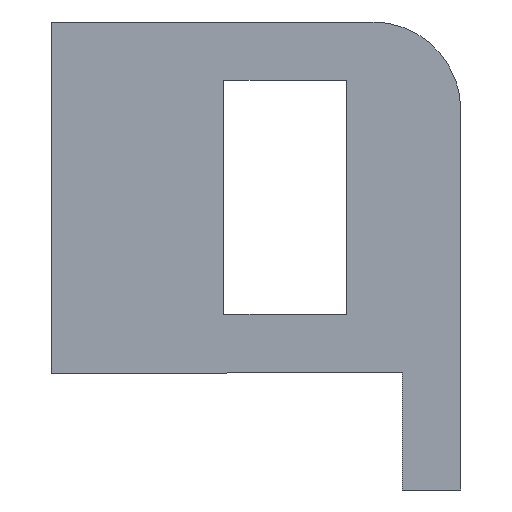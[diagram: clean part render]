
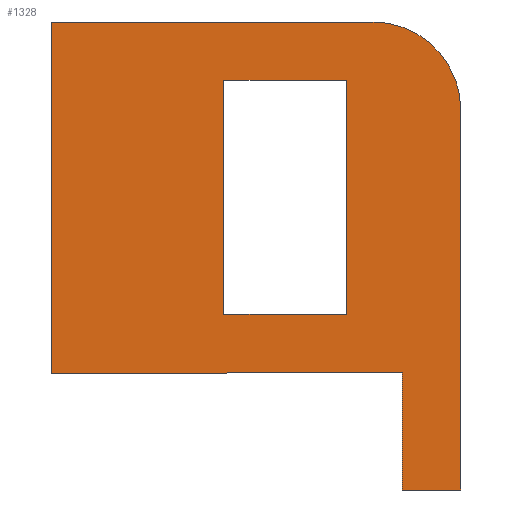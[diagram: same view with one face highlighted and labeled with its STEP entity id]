
A CAD part, front view. The second image highlights one B-rep face of the part: STEP entity #1328.
In plain terms, the highlighted planar face has unit normal (0, -1, 0).
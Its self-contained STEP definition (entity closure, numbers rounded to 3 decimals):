
#24 = LINE ( 'NONE', #543, #318 ) ;
#36 = DIRECTION ( 'NONE',  ( 0., 1., 0. ) ) ;
#44 = VECTOR ( 'NONE', #133, 1000. ) ;
#59 = DIRECTION ( 'NONE',  ( -1., 0., 0. ) ) ;
#86 = LINE ( 'NONE', #1306, #274 ) ;
#92 = VERTEX_POINT ( 'NONE', #436 ) ;
#103 = CARTESIAN_POINT ( 'NONE',  ( 0., -27.5, -50. ) ) ;
#109 = EDGE_CURVE ( 'NONE', #1098, #679, #569, .T. ) ;
#122 = LINE ( 'NONE', #754, #44 ) ;
#133 = DIRECTION ( 'NONE',  ( -1., 0., 0. ) ) ;
#146 = EDGE_LOOP ( 'NONE', ( #395, #1322, #875, #1260 ) ) ;
#152 = EDGE_CURVE ( 'NONE', #858, #879, #1376, .T. ) ;
#178 = CARTESIAN_POINT ( 'NONE',  ( 0., -27.5, 30. ) ) ;
#186 = LINE ( 'NONE', #584, #803 ) ;
#197 = ORIENTED_EDGE ( 'NONE', *, *, #1358, .T. ) ;
#237 = CARTESIAN_POINT ( 'NONE',  ( 0., -27.5, 0. ) ) ;
#241 = DIRECTION ( 'NONE',  ( 0., 0., 1. ) ) ;
#247 = CARTESIAN_POINT ( 'NONE',  ( 0., -27.5, -20. ) ) ;
#264 = DIRECTION ( 'NONE',  ( 0., 0., -1. ) ) ;
#266 = EDGE_CURVE ( 'NONE', #644, #858, #1080, .T. ) ;
#274 = VECTOR ( 'NONE', #490, 1000. ) ;
#281 = CARTESIAN_POINT ( 'NONE',  ( 29.5, -27.5, 20. ) ) ;
#286 = LINE ( 'NONE', #449, #749 ) ;
#310 = ORIENTED_EDGE ( 'NONE', *, *, #523, .F. ) ;
#318 = VECTOR ( 'NONE', #1379, 1000. ) ;
#327 = ORIENTED_EDGE ( 'NONE', *, *, #1158, .F. ) ;
#344 = ORIENTED_EDGE ( 'NONE', *, *, #760, .F. ) ;
#354 = FACE_BOUND ( 'NONE', #146, .T. ) ;
#395 = ORIENTED_EDGE ( 'NONE', *, *, #152, .F. ) ;
#421 = CARTESIAN_POINT ( 'NONE',  ( 60., -27.5, 0. ) ) ;
#436 = CARTESIAN_POINT ( 'NONE',  ( 60., -27.5, -30. ) ) ;
#449 = CARTESIAN_POINT ( 'NONE',  ( 0., -27.5, 30. ) ) ;
#469 = EDGE_LOOP ( 'NONE', ( #758, #310, #327, #344, #661, #197, #613 ) ) ;
#478 = FACE_OUTER_BOUND ( 'NONE', #469, .T. ) ;
#490 = DIRECTION ( 'NONE',  ( 0., 0., -1. ) ) ;
#505 = AXIS2_PLACEMENT_3D ( 'NONE', #237, #36, #241 ) ;
#523 = EDGE_CURVE ( 'NONE', #1327, #92, #1114, .T. ) ;
#538 = VECTOR ( 'NONE', #773, 1000. ) ;
#543 = CARTESIAN_POINT ( 'NONE',  ( 0., -27.5, 20. ) ) ;
#560 = CARTESIAN_POINT ( 'NONE',  ( 60., -27.5, -50. ) ) ;
#566 = PLANE ( 'NONE',  #505 ) ;
#569 = CIRCLE ( 'NONE', #1175, 15. ) ;
#579 = CARTESIAN_POINT ( 'NONE',  ( 70., -27.5, 0. ) ) ;
#584 = CARTESIAN_POINT ( 'NONE',  ( 55., -27.5, 30. ) ) ;
#613 = ORIENTED_EDGE ( 'NONE', *, *, #1341, .T. ) ;
#621 = EDGE_CURVE ( 'NONE', #92, #1245, #122, .T. ) ;
#622 = CARTESIAN_POINT ( 'NONE',  ( 55., -27.5, 30. ) ) ;
#644 = VERTEX_POINT ( 'NONE', #972 ) ;
#655 = CARTESIAN_POINT ( 'NONE',  ( 70., -27.5, 15. ) ) ;
#661 = ORIENTED_EDGE ( 'NONE', *, *, #109, .F. ) ;
#664 = DIRECTION ( 'NONE',  ( 0., 1., 0. ) ) ;
#669 = CARTESIAN_POINT ( 'NONE',  ( 70., -27.5, -50. ) ) ;
#679 = VERTEX_POINT ( 'NONE', #655 ) ;
#749 = VECTOR ( 'NONE', #1090, 1000. ) ;
#754 = CARTESIAN_POINT ( 'NONE',  ( 0., -27.5, -30. ) ) ;
#758 = ORIENTED_EDGE ( 'NONE', *, *, #621, .F. ) ;
#760 = EDGE_CURVE ( 'NONE', #679, #1291, #1321, .T. ) ;
#773 = DIRECTION ( 'NONE',  ( 1., 0., 0. ) ) ;
#798 = EDGE_CURVE ( 'NONE', #929, #644, #86, .T. ) ;
#803 = VECTOR ( 'NONE', #59, 1000. ) ;
#835 = LINE ( 'NONE', #103, #1093 ) ;
#842 = VERTEX_POINT ( 'NONE', #178 ) ;
#854 = CARTESIAN_POINT ( 'NONE',  ( 55., -27.5, 15. ) ) ;
#858 = VERTEX_POINT ( 'NONE', #918 ) ;
#875 = ORIENTED_EDGE ( 'NONE', *, *, #798, .F. ) ;
#879 = VERTEX_POINT ( 'NONE', #1331 ) ;
#915 = DIRECTION ( 'NONE',  ( 0., 0., 1. ) ) ;
#918 = CARTESIAN_POINT ( 'NONE',  ( 50.5, -27.5, -20. ) ) ;
#929 = VERTEX_POINT ( 'NONE', #281 ) ;
#956 = VECTOR ( 'NONE', #915, 1000. ) ;
#964 = CARTESIAN_POINT ( 'NONE',  ( 50.5, -27.5, 0. ) ) ;
#972 = CARTESIAN_POINT ( 'NONE',  ( 29.5, -27.5, -20. ) ) ;
#974 = VECTOR ( 'NONE', #1270, 1000. ) ;
#1039 = VECTOR ( 'NONE', #264, 1000. ) ;
#1080 = LINE ( 'NONE', #247, #538 ) ;
#1090 = DIRECTION ( 'NONE',  ( 0., 0., -1. ) ) ;
#1093 = VECTOR ( 'NONE', #1180, 1000. ) ;
#1098 = VERTEX_POINT ( 'NONE', #622 ) ;
#1114 = LINE ( 'NONE', #421, #974 ) ;
#1158 = EDGE_CURVE ( 'NONE', #1291, #1327, #835, .T. ) ;
#1175 = AXIS2_PLACEMENT_3D ( 'NONE', #854, #664, #1188 ) ;
#1180 = DIRECTION ( 'NONE',  ( -1., 0., 0. ) ) ;
#1188 = DIRECTION ( 'NONE',  ( 0., 0., 1. ) ) ;
#1190 = EDGE_CURVE ( 'NONE', #879, #929, #24, .T. ) ;
#1245 = VERTEX_POINT ( 'NONE', #1284 ) ;
#1260 = ORIENTED_EDGE ( 'NONE', *, *, #1190, .F. ) ;
#1270 = DIRECTION ( 'NONE',  ( 0., 0., 1. ) ) ;
#1284 = CARTESIAN_POINT ( 'NONE',  ( 0., -27.5, -30. ) ) ;
#1291 = VERTEX_POINT ( 'NONE', #669 ) ;
#1306 = CARTESIAN_POINT ( 'NONE',  ( 29.5, -27.5, 0. ) ) ;
#1321 = LINE ( 'NONE', #579, #1039 ) ;
#1322 = ORIENTED_EDGE ( 'NONE', *, *, #266, .F. ) ;
#1327 = VERTEX_POINT ( 'NONE', #560 ) ;
#1328 = ADVANCED_FACE ( 'NONE', ( #354, #478 ), #566, .F. ) ;
#1331 = CARTESIAN_POINT ( 'NONE',  ( 50.5, -27.5, 20. ) ) ;
#1341 = EDGE_CURVE ( 'NONE', #842, #1245, #286, .T. ) ;
#1358 = EDGE_CURVE ( 'NONE', #1098, #842, #186, .T. ) ;
#1376 = LINE ( 'NONE', #964, #956 ) ;
#1379 = DIRECTION ( 'NONE',  ( -1., 0., 0. ) ) ;
